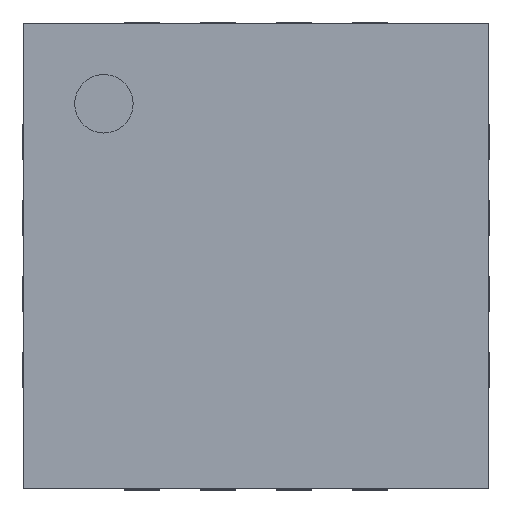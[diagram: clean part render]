
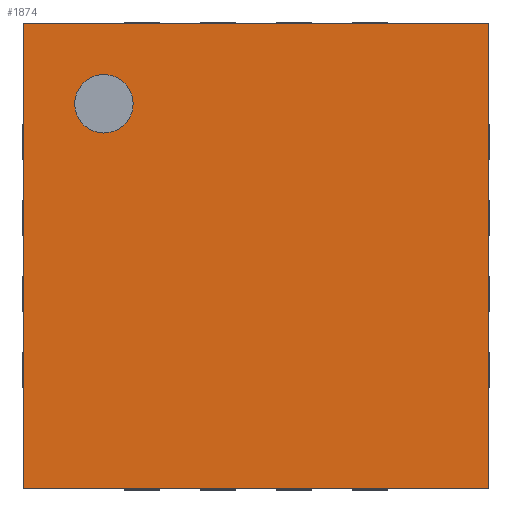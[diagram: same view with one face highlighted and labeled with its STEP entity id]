
A CAD part, top view. The second image highlights one B-rep face of the part: STEP entity #1874.
In plain terms, the highlighted planar face has unit normal (0, 0, 1).
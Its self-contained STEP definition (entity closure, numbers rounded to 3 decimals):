
#13=DIRECTION('',(0.,0.,1.));
#50=DIRECTION('',(0.,0.,-1.));
#147=VECTOR('',#148,1.);
#148=DIRECTION('',(1.,0.,0.));
#154=VECTOR('',#155,1.);
#155=DIRECTION('',(0.,-1.,0.));
#559=ORIENTED_EDGE('',*,*,#560,.F.);
#560=EDGE_CURVE('',#561,#563,#565,.T.);
#561=VERTEX_POINT('',#562);
#562=CARTESIAN_POINT('',(-1.99,1.99,0.62));
#563=VERTEX_POINT('',#564);
#564=CARTESIAN_POINT('',(1.99,1.99,0.62));
#565=LINE('',#562,#147);
#647=ORIENTED_EDGE('',*,*,#648,.T.);
#648=EDGE_CURVE('',#561,#649,#651,.T.);
#649=VERTEX_POINT('',#650);
#650=CARTESIAN_POINT('',(-1.99,-1.99,0.62));
#651=LINE('',#562,#154);
#1167=EDGE_CURVE('',#563,#1168,#1170,.T.);
#1168=VERTEX_POINT('',#1169);
#1169=CARTESIAN_POINT('',(1.99,-1.99,0.62));
#1170=LINE('',#564,#154);
#1244=EDGE_CURVE('',#649,#1168,#1245,.T.);
#1245=LINE('',#650,#147);
#1874=ADVANCED_FACE('',(#1875,#1879),#1888,.T.);
#1875=FACE_BOUND('',#1876,.T.);
#1876=EDGE_LOOP('',(#559,#647,#1877,#1878));
#1877=ORIENTED_EDGE('',*,*,#1244,.T.);
#1878=ORIENTED_EDGE('',*,*,#1167,.F.);
#1879=FACE_BOUND('',#1880,.T.);
#1880=EDGE_LOOP('',(#1881));
#1881=ORIENTED_EDGE('',*,*,#1882,.T.);
#1882=EDGE_CURVE('',#1883,#1883,#1885,.T.);
#1883=VERTEX_POINT('',#1884);
#1884=CARTESIAN_POINT('',(-1.3,1.05,0.62));
#1885=CIRCLE('',#1886,0.25);
#1886=AXIS2_PLACEMENT_3D('',#1887,#50,#155);
#1887=CARTESIAN_POINT('',(-1.3,1.3,0.62));
#1888=PLANE('',#1889);
#1889=AXIS2_PLACEMENT_3D('',#562,#13,#155);
